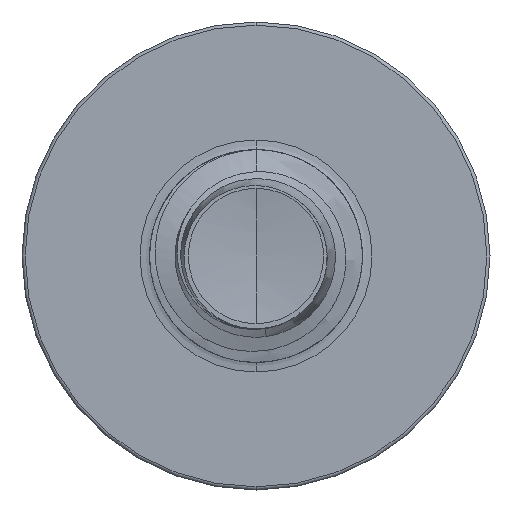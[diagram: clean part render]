
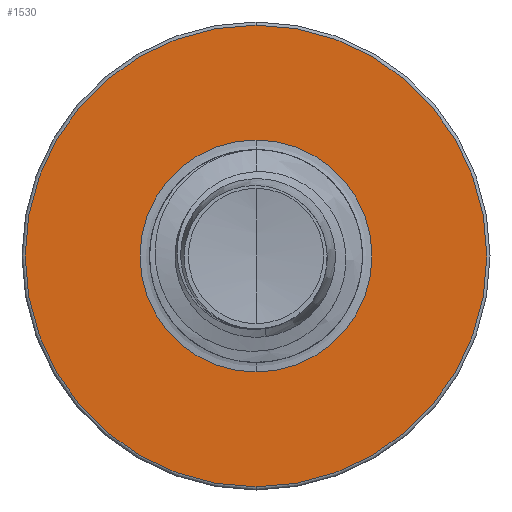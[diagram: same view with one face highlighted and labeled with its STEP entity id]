
A CAD part, front view. The second image highlights one B-rep face of the part: STEP entity #1530.
In plain terms, the highlighted planar face has unit normal (0, -1, 0).
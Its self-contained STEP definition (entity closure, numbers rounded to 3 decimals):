
#390 = EDGE_CURVE ( 'NONE', #12173, #30568, #25554, .T. ) ;
#1530 = ADVANCED_FACE ( 'NONE', ( #34088, #28258 ), #17910, .F. ) ;
#2281 = EDGE_CURVE ( 'NONE', #30568, #12173, #11710, .T. ) ;
#2842 = ORIENTED_EDGE ( 'NONE', *, *, #8838, .F. ) ;
#3885 = DIRECTION ( 'NONE',  ( 0., 1., 0. ) ) ;
#4688 = ORIENTED_EDGE ( 'NONE', *, *, #2281, .T. ) ;
#7266 = AXIS2_PLACEMENT_3D ( 'NONE', #12623, #12584, #12553 ) ;
#7364 = CARTESIAN_POINT ( 'NONE',  ( 0., 10., 0. ) ) ;
#8838 = EDGE_CURVE ( 'NONE', #27184, #18719, #31671, .T. ) ;
#10526 = ORIENTED_EDGE ( 'NONE', *, *, #390, .T. ) ;
#11710 = CIRCLE ( 'NONE', #7266, 1.363 ) ;
#12173 = VERTEX_POINT ( 'NONE', #32407 ) ;
#12531 = AXIS2_PLACEMENT_3D ( 'NONE', #7364, #16204, #18070 ) ;
#12553 = DIRECTION ( 'NONE',  ( 0., 0., 1. ) ) ;
#12584 = DIRECTION ( 'NONE',  ( 0., 1., 0. ) ) ;
#12623 = CARTESIAN_POINT ( 'NONE',  ( 0., 10., 0. ) ) ;
#13210 = CARTESIAN_POINT ( 'NONE',  ( 0., 10., 1.363 ) ) ;
#15005 = DIRECTION ( 'NONE',  ( 0., 1., 0. ) ) ;
#16204 = DIRECTION ( 'NONE',  ( 0., 1., 0. ) ) ;
#17110 = ORIENTED_EDGE ( 'NONE', *, *, #17465, .F. ) ;
#17432 = DIRECTION ( 'NONE',  ( 0., 0., 1. ) ) ;
#17465 = EDGE_CURVE ( 'NONE', #18719, #27184, #27730, .T. ) ;
#17484 = AXIS2_PLACEMENT_3D ( 'NONE', #17673, #17620, #17432 ) ;
#17620 = DIRECTION ( 'NONE',  ( 0., 1., 0. ) ) ;
#17673 = CARTESIAN_POINT ( 'NONE',  ( 0., 10., -1.363 ) ) ;
#17910 = PLANE ( 'NONE',  #17484 ) ;
#18070 = DIRECTION ( 'NONE',  ( 0., 0., 1. ) ) ;
#18119 = EDGE_LOOP ( 'NONE', ( #17110, #2842 ) ) ;
#18719 = VERTEX_POINT ( 'NONE', #22705 ) ;
#18916 = AXIS2_PLACEMENT_3D ( 'NONE', #20782, #3885, #23328 ) ;
#20540 = CARTESIAN_POINT ( 'NONE',  ( 0., 10., -2.712 ) ) ;
#20782 = CARTESIAN_POINT ( 'NONE',  ( 0., 10., 0. ) ) ;
#22705 = CARTESIAN_POINT ( 'NONE',  ( 0., 10., 2.713 ) ) ;
#23328 = DIRECTION ( 'NONE',  ( 0., 0., 1. ) ) ;
#25554 = CIRCLE ( 'NONE', #12531, 1.363 ) ;
#26188 = EDGE_LOOP ( 'NONE', ( #4688, #10526 ) ) ;
#27184 = VERTEX_POINT ( 'NONE', #20540 ) ;
#27730 = CIRCLE ( 'NONE', #34752, 2.713 ) ;
#28258 = FACE_BOUND ( 'NONE', #26188, .T. ) ;
#30495 = CARTESIAN_POINT ( 'NONE',  ( 0., 10., 0. ) ) ;
#30568 = VERTEX_POINT ( 'NONE', #13210 ) ;
#31671 = CIRCLE ( 'NONE', #18916, 2.713 ) ;
#32407 = CARTESIAN_POINT ( 'NONE',  ( 0., 10., -1.363 ) ) ;
#32924 = DIRECTION ( 'NONE',  ( 0., 0., 1. ) ) ;
#34088 = FACE_OUTER_BOUND ( 'NONE', #18119, .T. ) ;
#34752 = AXIS2_PLACEMENT_3D ( 'NONE', #30495, #15005, #32924 ) ;
